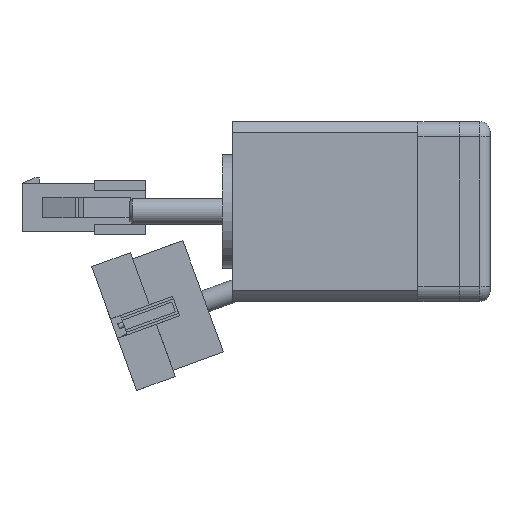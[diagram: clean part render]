
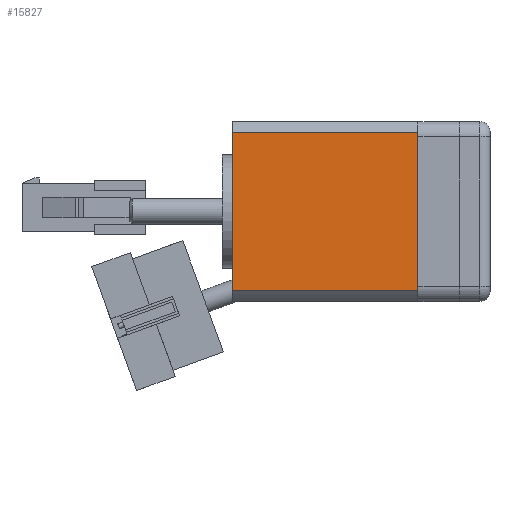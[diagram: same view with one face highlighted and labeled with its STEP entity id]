
A CAD part, front view. The second image highlights one B-rep face of the part: STEP entity #15827.
In plain terms, the highlighted planar face has unit normal (0, -1, 0).
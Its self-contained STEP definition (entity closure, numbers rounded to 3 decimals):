
#619 = DIRECTION ( 'NONE',  ( 1., 0., 0. ) ) ;
#624 = CARTESIAN_POINT ( 'NONE',  ( -15.307, -17.5, 36. ) ) ;
#666 = CARTESIAN_POINT ( 'NONE',  ( -15.307, -17.5, 0. ) ) ;
#667 = DIRECTION ( 'NONE',  ( 1., 0., 0. ) ) ;
#1932 = FACE_OUTER_BOUND ( 'NONE', #4311, .T. ) ;
#4311 = EDGE_LOOP ( 'NONE', ( #11462, #11461, #11460, #11459 ) ) ;
#6846 = EDGE_CURVE ( 'NONE', #14459, #14254, #8327, .T. ) ;
#6847 = EDGE_CURVE ( 'NONE', #14271, #14481, #8325, .T. ) ;
#6857 = EDGE_CURVE ( 'NONE', #14271, #14459, #8348, .T. ) ;
#6875 = EDGE_CURVE ( 'NONE', #14481, #14254, #8372, .T. ) ;
#8325 = LINE ( 'NONE', #15555, #8332 ) ;
#8327 = LINE ( 'NONE', #15571, #8330 ) ;
#8330 = VECTOR ( 'NONE', #15573, 1000. ) ;
#8332 = VECTOR ( 'NONE', #15574, 1000. ) ;
#8348 = LINE ( 'NONE', #624, #8350 ) ;
#8350 = VECTOR ( 'NONE', #619, 1000. ) ;
#8372 = LINE ( 'NONE', #666, #8374 ) ;
#8374 = VECTOR ( 'NONE', #667, 1000. ) ;
#9136 = CARTESIAN_POINT ( 'NONE',  ( 15.307, -17.5, 0. ) ) ;
#9153 = CARTESIAN_POINT ( 'NONE',  ( -15.307, -17.5, 36. ) ) ;
#9340 = CARTESIAN_POINT ( 'NONE',  ( 15.307, -17.5, 36. ) ) ;
#9362 = CARTESIAN_POINT ( 'NONE',  ( -15.307, -17.5, 0. ) ) ;
#9525 = CARTESIAN_POINT ( 'NONE',  ( -15.307, -17.5, 36. ) ) ;
#9530 = PLANE ( 'NONE',  #17154 ) ;
#9533 = DIRECTION ( 'NONE',  ( 0., 1., 0. ) ) ;
#9534 = DIRECTION ( 'NONE',  ( 0., 0., 1. ) ) ;
#11459 = ORIENTED_EDGE ( 'NONE', *, *, #6847, .T. ) ;
#11460 = ORIENTED_EDGE ( 'NONE', *, *, #6857, .F. ) ;
#11461 = ORIENTED_EDGE ( 'NONE', *, *, #6846, .F. ) ;
#11462 = ORIENTED_EDGE ( 'NONE', *, *, #6875, .T. ) ;
#14254 = VERTEX_POINT ( 'NONE', #9136 ) ;
#14271 = VERTEX_POINT ( 'NONE', #9153 ) ;
#14459 = VERTEX_POINT ( 'NONE', #9340 ) ;
#14481 = VERTEX_POINT ( 'NONE', #9362 ) ;
#15555 = CARTESIAN_POINT ( 'NONE',  ( -15.307, -17.5, 36. ) ) ;
#15571 = CARTESIAN_POINT ( 'NONE',  ( 15.307, -17.5, 36. ) ) ;
#15573 = DIRECTION ( 'NONE',  ( 0., 0., -1. ) ) ;
#15574 = DIRECTION ( 'NONE',  ( 0., 0., -1. ) ) ;
#15827 = ADVANCED_FACE ( 'NONE', ( #1932 ), #9530, .F. ) ;
#17154 = AXIS2_PLACEMENT_3D ( 'NONE', #9525, #9533, #9534 ) ;
